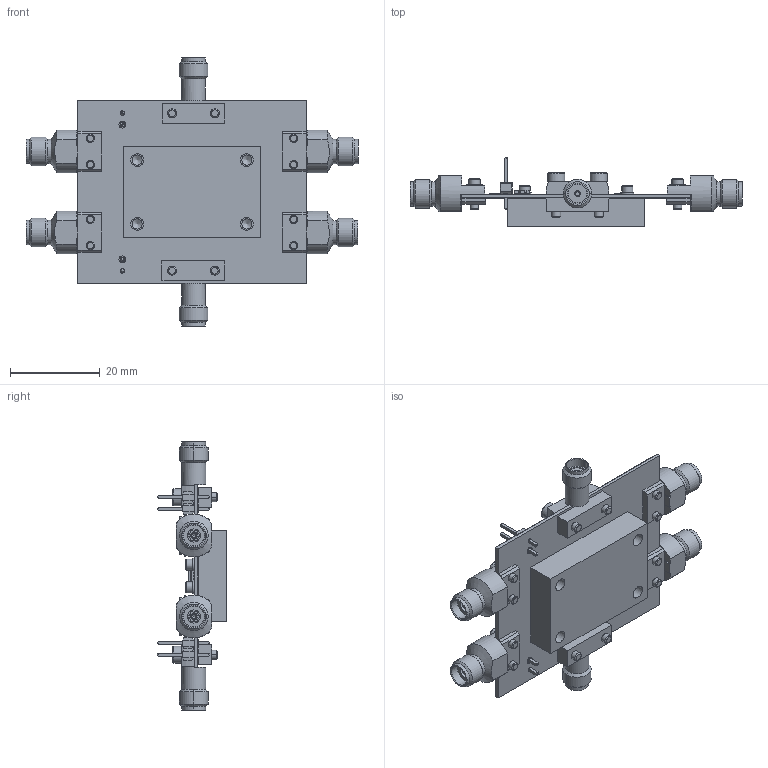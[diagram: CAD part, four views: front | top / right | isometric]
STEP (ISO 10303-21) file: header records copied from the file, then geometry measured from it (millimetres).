
FILE_DESCRIPTION (( 'STEP AP214' ), '1' );
FILE_NAME ('26952660 - Final Assem66665655.STEP', '2026-02-10T16:51:58', ( '' ), ( '' ), 'SwSTEP 2.0', 'SolidWorks 2025', '' );
FILE_SCHEMA (( 'AUTOMOTIVE_DESIGN' ));
Length unit declared in the file: millimetre
Products named in the file (1): 26952660 - Final Assem66665655
Bounding box: 73.86 x 15.41 x 59.64 mm (x, y, z)
Volume: 9098.1 mm3; surface area: 15450.5 mm2
Topology: 222 solids, 222 shells, 6219 faces, 16327 edges, 10778 vertices
Faces by surface type: plane 4611, bspline 1029, cylinder 404, cone 155, torus 20
Full cylindrical faces by diameter (mm): 0.178 x4, 0.254 x5, 0.698 x12, 0.699 x12, 0.701 x4, 0.914 x8, 0.952 x1, 0.953 x3, 1.016 x12, 1.191 x4, 1.27 x8, 1.321 x4, 1.473 x8, 1.524 x8, 1.778 x4, 1.854 x8, 2.184 x12, 2.261 x4, 2.438 x4, 2.54 x8, 2.845 x4, 2.921 x4, 3.2 x4, 4.613 x4, 5.3 x2, 5.359 x8, 6.35 x4
Entity records: 299115 total; most frequent: CARTESIAN_POINT 96355, ORIENTED_EDGE 31884, DIRECTION 25205, EDGE_CURVE 15942, VECTOR 12545, LINE 12545, VERTEX_POINT 10640, EDGE_LOOP 6956
